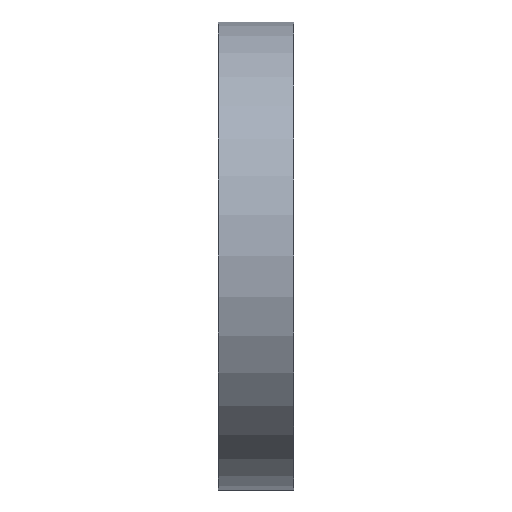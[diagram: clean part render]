
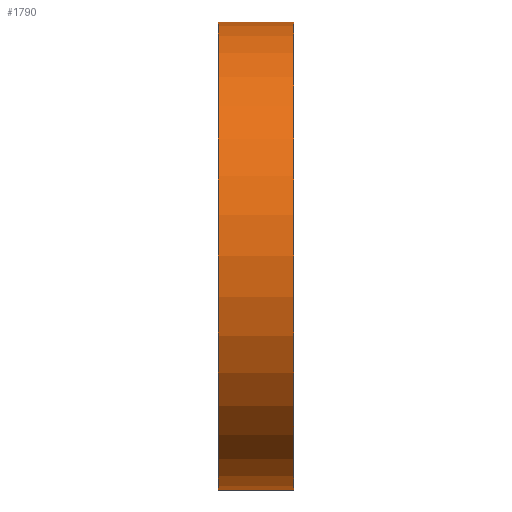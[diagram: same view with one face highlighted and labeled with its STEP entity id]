
A CAD part, front view. The second image highlights one B-rep face of the part: STEP entity #1790.
In plain terms, the highlighted cylindrical face has radius 78 mm (diameter 156 mm), a partial arc.
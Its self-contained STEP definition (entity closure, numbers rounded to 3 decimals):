
#162 = CARTESIAN_POINT ( 'NONE',  ( 25., 0., 78. ) ) ;
#190 = CARTESIAN_POINT ( 'NONE',  ( 0., 0., -78. ) ) ;
#304 = CARTESIAN_POINT ( 'NONE',  ( -10., 0., 78. ) ) ;
#404 = CARTESIAN_POINT ( 'NONE',  ( -10., 0., -78. ) ) ;
#721 = CARTESIAN_POINT ( 'NONE',  ( 25., 0., -78. ) ) ;
#1295 = ORIENTED_EDGE ( 'NONE', *, *, #5029, .T. ) ;
#1376 = DIRECTION ( 'NONE',  ( -1., 0., 0. ) ) ;
#1611 = CARTESIAN_POINT ( 'NONE',  ( 25., 0., 0. ) ) ;
#1759 = ORIENTED_EDGE ( 'NONE', *, *, #3360, .F. ) ;
#1790 = ADVANCED_FACE ( 'NONE', ( #2940 ), #5319, .T. ) ;
#1919 = ORIENTED_EDGE ( 'NONE', *, *, #2324, .F. ) ;
#2324 = EDGE_CURVE ( 'NONE', #5762, #6927, #7542, .T. ) ;
#2362 = DIRECTION ( 'NONE',  ( -1., 0., 0. ) ) ;
#2667 = DIRECTION ( 'NONE',  ( -1., 0., 0. ) ) ;
#2774 = DIRECTION ( 'NONE',  ( -1., 0., 0. ) ) ;
#2903 = VECTOR ( 'NONE', #2667, 1000. ) ;
#2940 = FACE_OUTER_BOUND ( 'NONE', #4577, .T. ) ;
#2991 = AXIS2_PLACEMENT_3D ( 'NONE', #1611, #3982, #6353 ) ;
#3306 = VECTOR ( 'NONE', #2774, 1000. ) ;
#3360 = EDGE_CURVE ( 'NONE', #6180, #5762, #5737, .T. ) ;
#3677 = AXIS2_PLACEMENT_3D ( 'NONE', #7695, #2362, #4736 ) ;
#3757 = DIRECTION ( 'NONE',  ( 0., 0., 1. ) ) ;
#3982 = DIRECTION ( 'NONE',  ( -1., 0., 0. ) ) ;
#3987 = VERTEX_POINT ( 'NONE', #162 ) ;
#4577 = EDGE_LOOP ( 'NONE', ( #1759, #1295, #6023, #1919 ) ) ;
#4736 = DIRECTION ( 'NONE',  ( 0., 0., 1. ) ) ;
#5029 = EDGE_CURVE ( 'NONE', #6180, #3987, #6355, .T. ) ;
#5319 = CYLINDRICAL_SURFACE ( 'NONE', #3677, 78. ) ;
#5629 = LINE ( 'NONE', #304, #2903 ) ;
#5737 = LINE ( 'NONE', #404, #3306 ) ;
#5742 = CARTESIAN_POINT ( 'NONE',  ( 0., 0., 78. ) ) ;
#5762 = VERTEX_POINT ( 'NONE', #190 ) ;
#5864 = EDGE_CURVE ( 'NONE', #3987, #6927, #5629, .T. ) ;
#6023 = ORIENTED_EDGE ( 'NONE', *, *, #5864, .T. ) ;
#6180 = VERTEX_POINT ( 'NONE', #721 ) ;
#6353 = DIRECTION ( 'NONE',  ( 0., 0., 1. ) ) ;
#6355 = CIRCLE ( 'NONE', #2991, 78. ) ;
#6708 = CARTESIAN_POINT ( 'NONE',  ( 0., 0., 0. ) ) ;
#6927 = VERTEX_POINT ( 'NONE', #5742 ) ;
#7415 = AXIS2_PLACEMENT_3D ( 'NONE', #6708, #1376, #3757 ) ;
#7542 = CIRCLE ( 'NONE', #7415, 78. ) ;
#7695 = CARTESIAN_POINT ( 'NONE',  ( -10., 0., 0. ) ) ;
